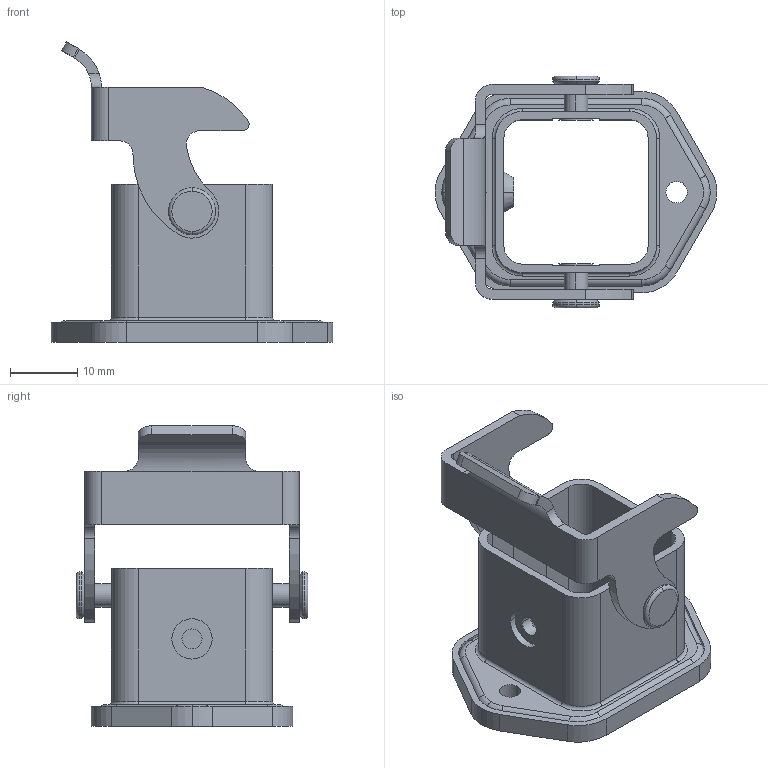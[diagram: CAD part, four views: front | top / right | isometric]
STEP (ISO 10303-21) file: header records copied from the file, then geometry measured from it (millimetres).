
FILE_DESCRIPTION (( 'STEP AP203' ), '1' );
FILE_NAME ('FH03AB01-B0000GY0 H3A-BK-1L-REF（渲染）.step', '2026-02-09T01:48:10', ( '' ), ( '' ), 'SwSTEP 2.0', 'SolidWorks 2021', '' );
FILE_SCHEMA (( 'CONFIG_CONTROL_DESIGN' ));
Length unit declared in the file: millimetre
Products named in the file (1): FH03AB01-B0000GY0 H3A-BK-1L-REF（渲染）
Bounding box: 42 x 34.5 x 44.75 mm (x, y, z)
Volume: 5433.1 mm3; surface area: 7840.9 mm2
Topology: 1 solids, 1 shells, 178 faces, 452 edges, 288 vertices
Faces by surface type: cylinder 86, plane 67, torus 19, cone 6
Entity records: 5550 total; most frequent: DIRECTION 1011, CARTESIAN_POINT 979, ORIENTED_EDGE 904, EDGE_CURVE 452, AXIS2_PLACEMENT_3D 384, VERTEX_POINT 288, VECTOR 243, LINE 243
